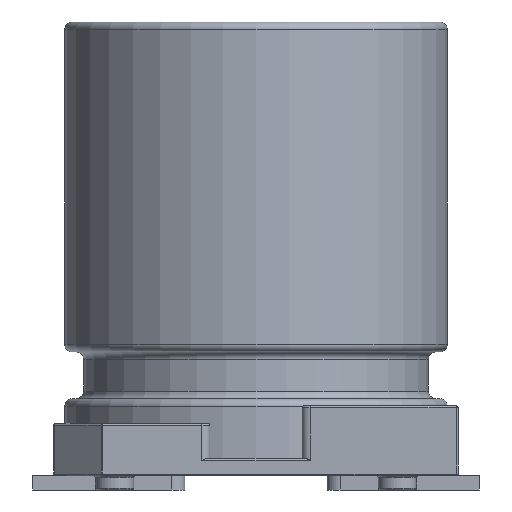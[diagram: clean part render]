
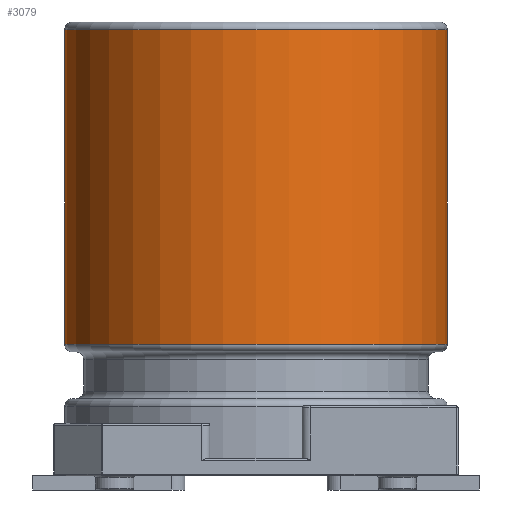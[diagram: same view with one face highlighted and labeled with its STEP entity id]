
A CAD part, front view. The second image highlights one B-rep face of the part: STEP entity #3079.
In plain terms, the highlighted cylindrical face has radius 9 mm (diameter 18 mm), a full revolution.
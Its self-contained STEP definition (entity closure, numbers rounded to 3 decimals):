
#314=CYLINDRICAL_SURFACE('',#3348,9.);
#435=FACE_OUTER_BOUND('',#584,.T.);
#584=EDGE_LOOP('',(#2815,#2816,#2817,#2818,#2819,#2820));
#744=LINE('',#5839,#892);
#892=VECTOR('',#3998,9.);
#1024=CIRCLE('',#3346,9.);
#1025=CIRCLE('',#3347,9.);
#1026=CIRCLE('',#3349,9.);
#1027=CIRCLE('',#3350,9.);
#1413=VERTEX_POINT('',#5832);
#1414=VERTEX_POINT('',#5834);
#1415=VERTEX_POINT('',#5838);
#1416=VERTEX_POINT('',#5840);
#1890=EDGE_CURVE('',#1413,#1414,#1024,.T.);
#1891=EDGE_CURVE('',#1414,#1413,#1025,.T.);
#1892=EDGE_CURVE('',#1414,#1415,#744,.T.);
#1893=EDGE_CURVE('',#1416,#1415,#1026,.T.);
#1894=EDGE_CURVE('',#1415,#1416,#1027,.T.);
#2815=ORIENTED_EDGE('',*,*,#1891,.F.);
#2816=ORIENTED_EDGE('',*,*,#1892,.T.);
#2817=ORIENTED_EDGE('',*,*,#1893,.F.);
#2818=ORIENTED_EDGE('',*,*,#1894,.F.);
#2819=ORIENTED_EDGE('',*,*,#1892,.F.);
#2820=ORIENTED_EDGE('',*,*,#1890,.F.);
#3079=ADVANCED_FACE('',(#435),#314,.T.);
#3346=AXIS2_PLACEMENT_3D('',#5835,#3992,#3993);
#3347=AXIS2_PLACEMENT_3D('',#5836,#3994,#3995);
#3348=AXIS2_PLACEMENT_3D('',#5837,#3996,#3997);
#3349=AXIS2_PLACEMENT_3D('',#5841,#3999,#4000);
#3350=AXIS2_PLACEMENT_3D('',#5842,#4001,#4002);
#3992=DIRECTION('center_axis',(0.,0.,1.));
#3993=DIRECTION('ref_axis',(0.,1.,0.));
#3994=DIRECTION('center_axis',(0.,0.,1.));
#3995=DIRECTION('ref_axis',(0.,1.,0.));
#3996=DIRECTION('center_axis',(0.,0.,1.));
#3997=DIRECTION('ref_axis',(0.,1.,0.));
#3998=DIRECTION('',(0.,0.,-1.));
#3999=DIRECTION('center_axis',(0.,0.,-1.));
#4000=DIRECTION('ref_axis',(0.,-1.,0.));
#4001=DIRECTION('center_axis',(0.,0.,-1.));
#4002=DIRECTION('ref_axis',(0.,-1.,0.));
#5832=CARTESIAN_POINT('',(0.,9.,21.64));
#5834=CARTESIAN_POINT('',(0.,-9.,21.64));
#5835=CARTESIAN_POINT('Origin',(0.,0.,21.64));
#5836=CARTESIAN_POINT('Origin',(0.,0.,21.64));
#5837=CARTESIAN_POINT('Origin',(0.,0.,1.485));
#5838=CARTESIAN_POINT('',(0.,-9.,6.85));
#5839=CARTESIAN_POINT('',(0.,-9.,1.485));
#5840=CARTESIAN_POINT('',(0.,9.,6.85));
#5841=CARTESIAN_POINT('Origin',(0.,0.,6.85));
#5842=CARTESIAN_POINT('Origin',(0.,0.,6.85));
